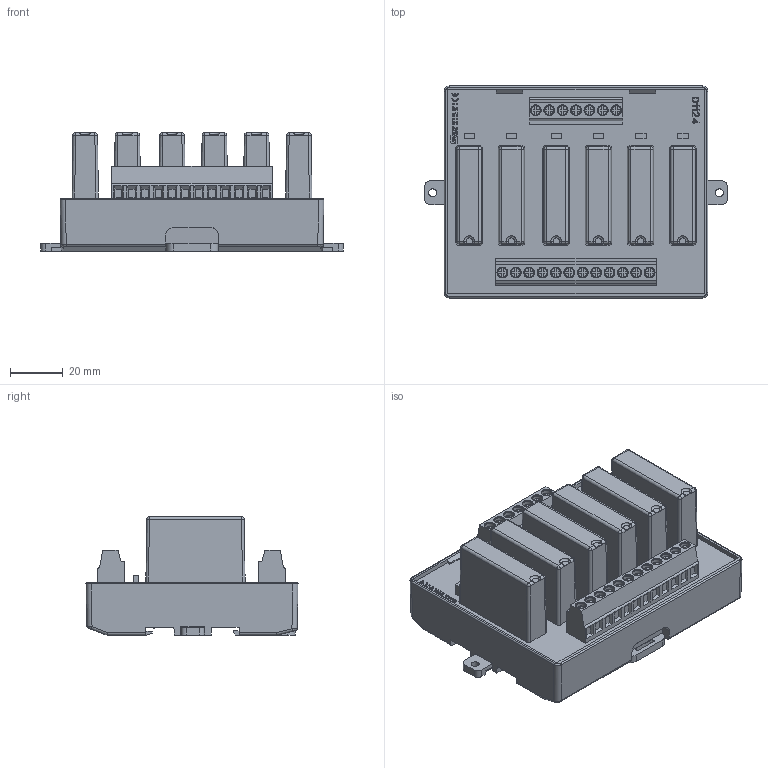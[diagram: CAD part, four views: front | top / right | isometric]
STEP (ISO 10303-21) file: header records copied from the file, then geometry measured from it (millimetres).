
FILE_DESCRIPTION(/* description */ (''),/* implementation_level */ '2;1');
FILE_NAME(/* name */ '',/* time_stamp */ '2024-08-16T15:05:48+08:00',/* author */ (''),/* organization */ (''),/* preprocessor_version */ 'ST-DEVELOPER v14',/* originating_system */ 'SIEMENS PLM Software NX 8.0',/* authorisation */ '');
FILE_SCHEMA (('AUTOMOTIVE_DESIGN { 1 0 10303 214 3 1 1 1 }'));
Length unit declared in the file: millimetre
Products named in the file (1): Admi12A04B78acya
Bounding box: 114.77 x 80.4 x 44.93 mm (x, y, z)
Volume: 204508 mm3; surface area: 44742.8 mm2
Topology: 3 solids, 3 shells, 1031 faces, 2683 edges, 1732 vertices
Faces by surface type: plane 724, cylinder 163, torus 63, cone 38, sphere 24, bspline 10, extrusion 9
Full cylindrical faces by diameter (mm): 3 x2, 4.1 x38
Entity records: 33601 total; most frequent: CARTESIAN_POINT 7905, ORIENTED_EDGE 5180, DIRECTION 4699, EDGE_CURVE 2590, VECTOR 1877, LINE 1868, VERTEX_POINT 1722, AXIS2_PLACEMENT_3D 1411
